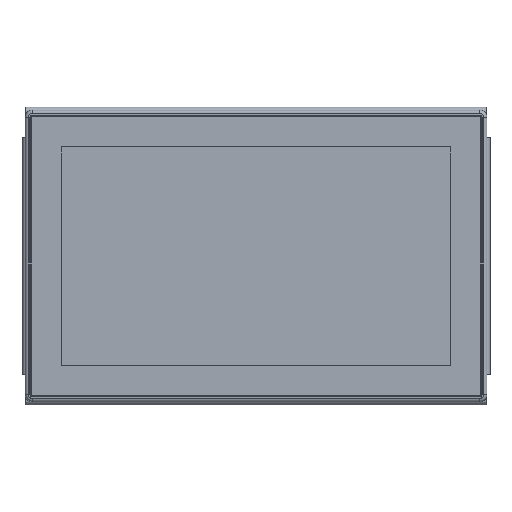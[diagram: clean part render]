
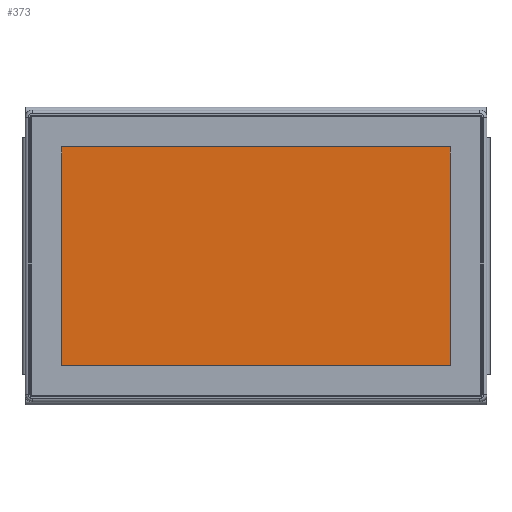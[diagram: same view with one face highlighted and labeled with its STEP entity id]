
A CAD part, top view. The second image highlights one B-rep face of the part: STEP entity #373.
In plain terms, the highlighted planar face has unit normal (0, 0, 1).
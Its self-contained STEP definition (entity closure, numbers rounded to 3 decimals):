
#129=CARTESIAN_POINT('',(-238.05,-133.8,2.));
#130=DIRECTION('',(0.,0.,-1.));
#131=DIRECTION('',(0.,-1.,0.));
#132=AXIS2_PLACEMENT_3D('',#129,#130,#131);
#134=DIRECTION('',(0.,1.,0.));
#135=VECTOR('',#134,267.6);
#136=CARTESIAN_POINT('',(-238.75,-133.8,2.));
#137=LINE('',#136,#135);
#138=CARTESIAN_POINT('',(-238.05,133.8,2.));
#139=DIRECTION('',(0.,0.,-1.));
#140=DIRECTION('',(-1.,0.,0.));
#141=AXIS2_PLACEMENT_3D('',#138,#139,#140);
#143=DIRECTION('',(1.,0.,0.));
#144=VECTOR('',#143,476.1);
#145=CARTESIAN_POINT('',(-238.05,134.5,2.));
#146=LINE('',#145,#144);
#147=CARTESIAN_POINT('',(238.05,133.8,2.));
#148=DIRECTION('',(0.,0.,-1.));
#149=DIRECTION('',(0.,1.,0.));
#150=AXIS2_PLACEMENT_3D('',#147,#148,#149);
#152=DIRECTION('',(0.,-1.,0.));
#153=VECTOR('',#152,267.6);
#154=CARTESIAN_POINT('',(238.75,133.8,2.));
#155=LINE('',#154,#153);
#156=CARTESIAN_POINT('',(238.05,-133.8,2.));
#157=DIRECTION('',(0.,0.,-1.));
#158=DIRECTION('',(1.,0.,0.));
#159=AXIS2_PLACEMENT_3D('',#156,#157,#158);
#161=DIRECTION('',(-1.,0.,0.));
#162=VECTOR('',#161,476.1);
#163=CARTESIAN_POINT('',(238.05,-134.5,2.));
#164=LINE('',#163,#162);
#185=CARTESIAN_POINT('',(238.05,134.5,2.));
#186=VERTEX_POINT('',#185);
#187=CARTESIAN_POINT('',(-238.05,134.5,2.));
#188=VERTEX_POINT('',#187);
#201=CARTESIAN_POINT('',(-238.75,-133.8,2.));
#202=VERTEX_POINT('',#201);
#203=CARTESIAN_POINT('',(-238.05,-134.5,2.));
#204=VERTEX_POINT('',#203);
#205=CARTESIAN_POINT('',(-238.75,133.8,2.));
#206=VERTEX_POINT('',#205);
#207=CARTESIAN_POINT('',(238.75,133.8,2.));
#208=VERTEX_POINT('',#207);
#209=CARTESIAN_POINT('',(238.75,-133.8,2.));
#210=VERTEX_POINT('',#209);
#211=CARTESIAN_POINT('',(238.05,-134.5,2.));
#212=VERTEX_POINT('',#211);
#354=CARTESIAN_POINT('',(-238.05,-133.8,2.));
#355=DIRECTION('',(0.,0.,1.));
#356=DIRECTION('',(1.,0.,0.));
#357=AXIS2_PLACEMENT_3D('',#354,#355,#356);
#358=PLANE('',#357);
#359=ORIENTED_EDGE('',*,*,#284,.T.);
#360=ORIENTED_EDGE('',*,*,#311,.T.);
#361=ORIENTED_EDGE('',*,*,#336,.T.);
#362=ORIENTED_EDGE('',*,*,#222,.T.);
#364=ORIENTED_EDGE('',*,*,#363,.T.);
#366=ORIENTED_EDGE('',*,*,#365,.T.);
#368=ORIENTED_EDGE('',*,*,#367,.T.);
#370=ORIENTED_EDGE('',*,*,#369,.T.);
#371=EDGE_LOOP('',(#359,#360,#361,#362,#364,#366,#368,#370));
#372=FACE_OUTER_BOUND('',#371,.F.);
#373=ADVANCED_FACE('',(#372),#358,.T.);
#133=CIRCLE('',#132,0.7);
#142=CIRCLE('',#141,0.7);
#151=CIRCLE('',#150,0.7);
#160=CIRCLE('',#159,0.7);
#222=EDGE_CURVE('',#188,#186,#146,.T.);
#284=EDGE_CURVE('',#204,#202,#133,.T.);
#311=EDGE_CURVE('',#202,#206,#137,.T.);
#336=EDGE_CURVE('',#206,#188,#142,.T.);
#363=EDGE_CURVE('',#186,#208,#151,.T.);
#365=EDGE_CURVE('',#208,#210,#155,.T.);
#367=EDGE_CURVE('',#210,#212,#160,.T.);
#369=EDGE_CURVE('',#212,#204,#164,.T.);
